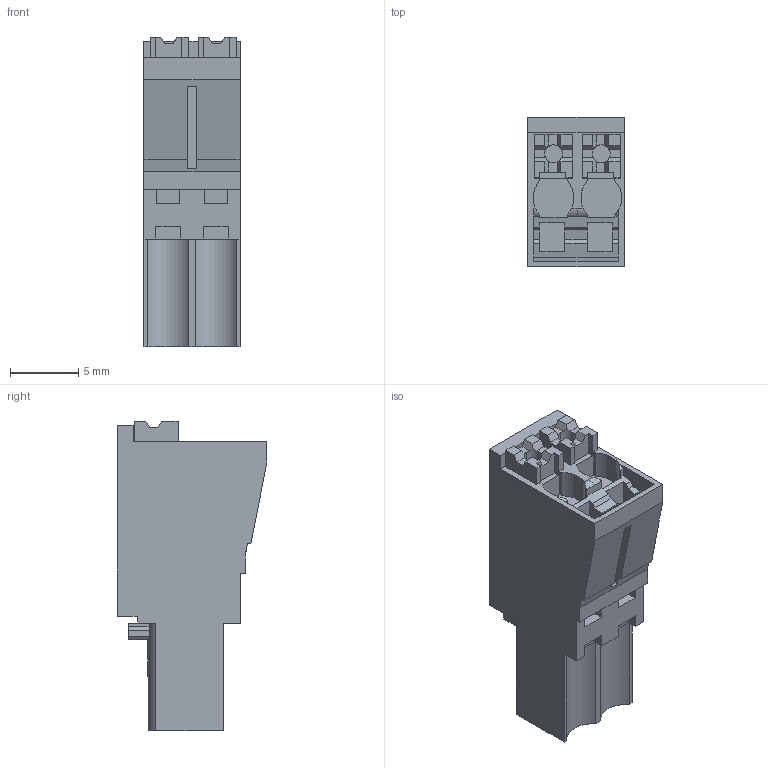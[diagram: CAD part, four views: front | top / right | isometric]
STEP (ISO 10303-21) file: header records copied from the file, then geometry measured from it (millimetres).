
FILE_DESCRIPTION(('CATIA V5R24 STEP','CAx-IF Rec.Pracs.--- Model Styling and Organization---1.2---2011-12-15'),'2;1');
FILE_NAME ('D1463131_0', '2018-03-13T14:17:44+00:00', ('Weidmueller Interface'), ('Weidmueller'), 'CATIA Version 5-6 Release 2014 SP4 HF52', 'CATIA V5 STEP AP214', 'none');
FILE_SCHEMA(('AUTOMOTIVE_DESIGN { 1 0 10303 214 1 1 1 1 }'));
Length unit declared in the file: millimetre
Products named in the file (1): 2537890000
Bounding box: 7.04 x 10.95 x 22.7 mm (x, y, z)
Volume: 1082.8 mm3; surface area: 1210.5 mm2
Topology: 3 solids, 3 shells, 239 faces, 707 edges, 477 vertices
Faces by surface type: plane 219, cylinder 20
Entity records: 7701 total; most frequent: CARTESIAN_POINT 1529, ORIENTED_EDGE 1414, DIRECTION 1044, EDGE_CURVE 707, VECTOR 613, LINE 613, VERTEX_POINT 477, EDGE_LOOP 246
